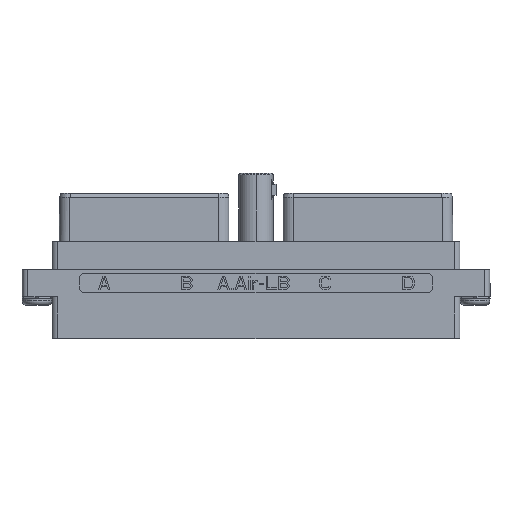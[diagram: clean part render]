
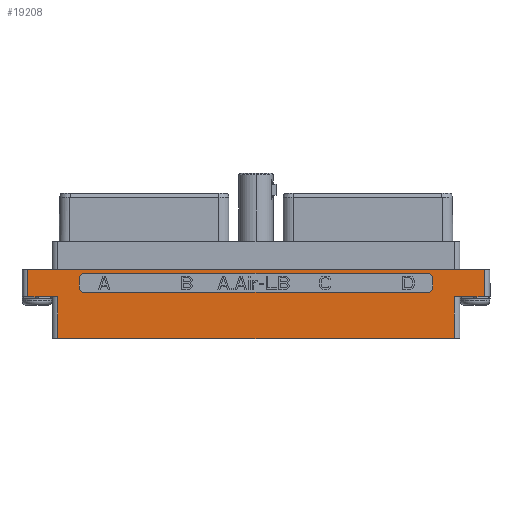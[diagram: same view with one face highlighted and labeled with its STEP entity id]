
A CAD part, top view. The second image highlights one B-rep face of the part: STEP entity #19208.
In plain terms, the highlighted planar face has unit normal (0, 0, 1).
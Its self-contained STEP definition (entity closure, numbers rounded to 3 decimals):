
#27=DIRECTION('',(-1.,0.,0.));
#28=VECTOR('',#27,83.86);
#29=CARTESIAN_POINT('',(41.93,-5.135,7.965));
#30=LINE('',#29,#28);
#98=DIRECTION('',(0.,-1.,0.));
#99=VECTOR('',#98,4.99);
#100=CARTESIAN_POINT('',(41.93,-5.135,7.965));
#101=LINE('',#100,#99);
#256=DIRECTION('',(1.,0.,0.));
#257=VECTOR('',#256,5.48);
#258=CARTESIAN_POINT('',(36.45,-10.125,7.965));
#259=LINE('',#258,#257);
#695=DIRECTION('',(1.,0.,0.));
#696=VECTOR('',#695,5.48);
#697=CARTESIAN_POINT('',(-41.93,-10.125,7.965));
#698=LINE('',#697,#696);
#967=DIRECTION('',(0.,-1.,0.));
#968=VECTOR('',#967,4.99);
#969=CARTESIAN_POINT('',(-41.93,-5.135,7.965));
#970=LINE('',#969,#968);
#985=CARTESIAN_POINT('',(-31.5,-6.86,7.965));
#986=DIRECTION('',(0.,0.,1.));
#987=DIRECTION('',(0.,1.,0.));
#988=AXIS2_PLACEMENT_3D('',#985,#986,#987);
#990=DIRECTION('',(0.,-1.,0.));
#991=VECTOR('',#990,1.5);
#992=CARTESIAN_POINT('',(-32.485,-6.86,7.965));
#993=LINE('',#992,#991);
#994=CARTESIAN_POINT('',(-31.5,-8.36,7.965));
#995=DIRECTION('',(0.,0.,1.));
#996=DIRECTION('',(-1.,0.,0.));
#997=AXIS2_PLACEMENT_3D('',#994,#995,#996);
#999=DIRECTION('',(1.,0.,0.));
#1000=VECTOR('',#999,63.);
#1001=CARTESIAN_POINT('',(-31.5,-9.345,7.965));
#1002=LINE('',#1001,#1000);
#1003=CARTESIAN_POINT('',(31.5,-8.36,7.965));
#1004=DIRECTION('',(0.,0.,1.));
#1005=DIRECTION('',(0.,-1.,0.));
#1006=AXIS2_PLACEMENT_3D('',#1003,#1004,#1005);
#1008=DIRECTION('',(0.,1.,0.));
#1009=VECTOR('',#1008,1.5);
#1010=CARTESIAN_POINT('',(32.485,-8.36,7.965));
#1011=LINE('',#1010,#1009);
#1012=CARTESIAN_POINT('',(31.5,-6.86,7.965));
#1013=DIRECTION('',(0.,0.,1.));
#1014=DIRECTION('',(1.,0.,0.));
#1015=AXIS2_PLACEMENT_3D('',#1012,#1013,#1014);
#1017=DIRECTION('',(-1.,0.,0.));
#1018=VECTOR('',#1017,63.);
#1019=CARTESIAN_POINT('',(31.5,-5.875,7.965));
#1020=LINE('',#1019,#1018);
#1030=DIRECTION('',(0.,-1.,0.));
#1031=VECTOR('',#1030,7.7);
#1032=CARTESIAN_POINT('',(36.45,-10.125,7.965));
#1033=LINE('',#1032,#1031);
#1056=DIRECTION('',(1.,0.,0.));
#1057=VECTOR('',#1056,72.9);
#1058=CARTESIAN_POINT('',(-36.45,-17.825,7.965));
#1059=LINE('',#1058,#1057);
#1089=DIRECTION('',(0.,-1.,0.));
#1090=VECTOR('',#1089,7.7);
#1091=CARTESIAN_POINT('',(-36.45,-10.125,7.965));
#1092=LINE('',#1091,#1090);
#15516=CARTESIAN_POINT('',(41.93,-10.125,7.965));
#15517=VERTEX_POINT('',#15516);
#15518=CARTESIAN_POINT('',(41.93,-5.135,7.965));
#15519=VERTEX_POINT('',#15518);
#15532=CARTESIAN_POINT('',(36.45,-17.825,7.965));
#15533=VERTEX_POINT('',#15532);
#15534=CARTESIAN_POINT('',(36.45,-10.125,7.965));
#15535=VERTEX_POINT('',#15534);
#15544=CARTESIAN_POINT('',(-36.45,-10.125,7.965));
#15545=CARTESIAN_POINT('',(-36.45,-17.825,7.965));
#15546=VERTEX_POINT('',#15544);
#15547=VERTEX_POINT('',#15545);
#15552=CARTESIAN_POINT('',(-41.93,-5.135,7.965));
#15553=CARTESIAN_POINT('',(-41.93,-10.125,7.965));
#15554=VERTEX_POINT('',#15552);
#15555=VERTEX_POINT('',#15553);
#15720=CARTESIAN_POINT('',(-31.5,-5.875,7.965));
#15721=CARTESIAN_POINT('',(-32.485,-6.86,7.965));
#15722=VERTEX_POINT('',#15720);
#15723=VERTEX_POINT('',#15721);
#15724=CARTESIAN_POINT('',(-32.485,-8.36,7.965));
#15725=VERTEX_POINT('',#15724);
#15726=CARTESIAN_POINT('',(-31.5,-9.345,7.965));
#15727=VERTEX_POINT('',#15726);
#15728=CARTESIAN_POINT('',(31.5,-9.345,7.965));
#15729=VERTEX_POINT('',#15728);
#15730=CARTESIAN_POINT('',(32.485,-8.36,7.965));
#15731=VERTEX_POINT('',#15730);
#15732=CARTESIAN_POINT('',(32.485,-6.86,7.965));
#15733=VERTEX_POINT('',#15732);
#15734=CARTESIAN_POINT('',(31.5,-5.875,7.965));
#15735=VERTEX_POINT('',#15734);
#19172=CARTESIAN_POINT('',(-42.93,-5.15,7.965));
#19173=DIRECTION('',(0.,0.,1.));
#19174=DIRECTION('',(1.,0.,0.));
#19175=AXIS2_PLACEMENT_3D('',#19172,#19173,#19174);
#19176=PLANE('',#19175);
#19177=ORIENTED_EDGE('',*,*,#18538,.T.);
#19178=ORIENTED_EDGE('',*,*,#18680,.F.);
#19180=ORIENTED_EDGE('',*,*,#19179,.T.);
#19182=ORIENTED_EDGE('',*,*,#19181,.F.);
#19184=ORIENTED_EDGE('',*,*,#19183,.F.);
#19185=ORIENTED_EDGE('',*,*,#19000,.F.);
#19186=ORIENTED_EDGE('',*,*,#19164,.F.);
#19187=ORIENTED_EDGE('',*,*,#18468,.F.);
#19188=EDGE_LOOP('',(#19177,#19178,#19180,#19182,#19184,#19185,#19186,#19187));
#19189=FACE_OUTER_BOUND('',#19188,.F.);
#19191=ORIENTED_EDGE('',*,*,#19190,.T.);
#19193=ORIENTED_EDGE('',*,*,#19192,.T.);
#19195=ORIENTED_EDGE('',*,*,#19194,.T.);
#19197=ORIENTED_EDGE('',*,*,#19196,.T.);
#19199=ORIENTED_EDGE('',*,*,#19198,.T.);
#19201=ORIENTED_EDGE('',*,*,#19200,.T.);
#19203=ORIENTED_EDGE('',*,*,#19202,.T.);
#19205=ORIENTED_EDGE('',*,*,#19204,.T.);
#19206=EDGE_LOOP('',(#19191,#19193,#19195,#19197,#19199,#19201,#19203,#19205));
#19207=FACE_BOUND('',#19206,.F.);
#19208=ADVANCED_FACE('',(#19189,#19207),#19176,.T.);
#989=CIRCLE('',#988,0.985);
#998=CIRCLE('',#997,0.985);
#1007=CIRCLE('',#1006,0.985);
#1016=CIRCLE('',#1015,0.985);
#18468=EDGE_CURVE('',#15519,#15554,#30,.T.);
#18538=EDGE_CURVE('',#15519,#15517,#101,.T.);
#18680=EDGE_CURVE('',#15535,#15517,#259,.T.);
#19000=EDGE_CURVE('',#15555,#15546,#698,.T.);
#19164=EDGE_CURVE('',#15554,#15555,#970,.T.);
#19179=EDGE_CURVE('',#15535,#15533,#1033,.T.);
#19181=EDGE_CURVE('',#15547,#15533,#1059,.T.);
#19183=EDGE_CURVE('',#15546,#15547,#1092,.T.);
#19190=EDGE_CURVE('',#15722,#15723,#989,.T.);
#19192=EDGE_CURVE('',#15723,#15725,#993,.T.);
#19194=EDGE_CURVE('',#15725,#15727,#998,.T.);
#19196=EDGE_CURVE('',#15727,#15729,#1002,.T.);
#19198=EDGE_CURVE('',#15729,#15731,#1007,.T.);
#19200=EDGE_CURVE('',#15731,#15733,#1011,.T.);
#19202=EDGE_CURVE('',#15733,#15735,#1016,.T.);
#19204=EDGE_CURVE('',#15735,#15722,#1020,.T.);
